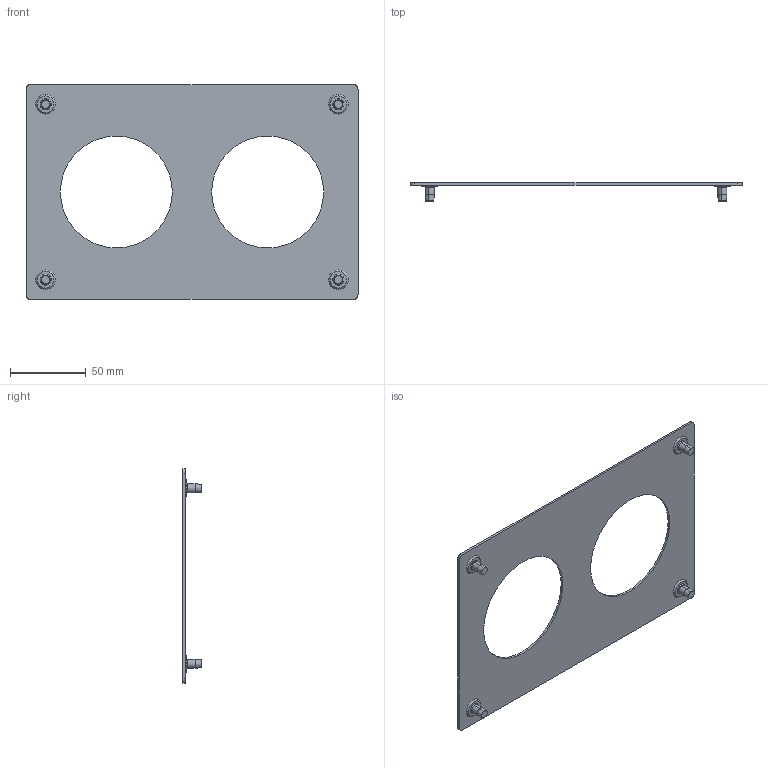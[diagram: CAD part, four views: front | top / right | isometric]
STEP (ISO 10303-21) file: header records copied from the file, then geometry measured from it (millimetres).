
FILE_DESCRIPTION(('STEP AP214'),'1');
FILE_NAME('cctmp_D9D485E4-C8DE-4F61-BAF4-6D05E9B26770_2024_11_28_20_29_45_0760..stp','2024-11-28T19:29:45',('SIEMENS A&D'),('CADClick - www.CADClick.com'),'Spatial InterOp 3D',' ','unknown authorization');
FILE_SCHEMA(('AUTOMOTIVE_DESIGN'));
Length unit declared in the file: millimetre
Products named in the file (1): 2024_11_28_20_29_45_0745
Bounding box: 219.5 x 12 x 142 mm (x, y, z)
Volume: 35203 mm3; surface area: 47980.5 mm2
Topology: 1 solids, 1 shells, 178 faces, 452 edges, 296 vertices
Faces by surface type: cylinder 112, cone 40, plane 26
Entity records: 6972 total; most frequent: DIRECTION 1098, CARTESIAN_POINT 927, ORIENTED_EDGE 904, AXIS2_PLACEMENT_3D 467, EDGE_CURVE 452, VERTEX_POINT 296, CIRCLE 288, EDGE_LOOP 202
